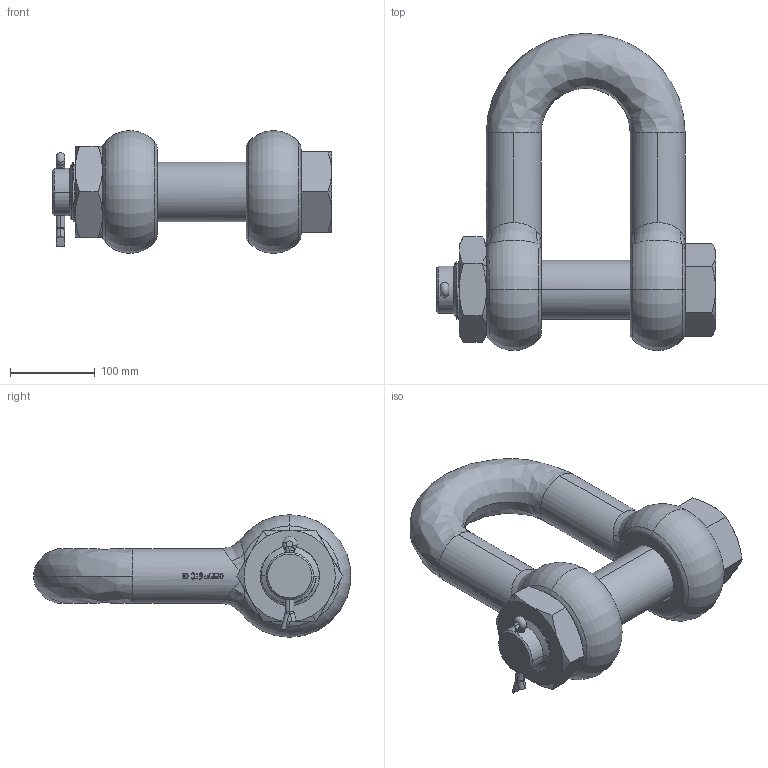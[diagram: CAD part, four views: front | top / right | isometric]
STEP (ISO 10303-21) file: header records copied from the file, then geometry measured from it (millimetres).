
FILE_DESCRIPTION (( 'STEP AP203' ), '1' );
FILE_NAME ('GPGDMB65.step', '2009-08-07T12:04:22', ( '.' ), ( '.' ), 'SwSTEP 2.0', 'SolidWorks 2009', '' );
FILE_SCHEMA (( 'CONFIG_CONTROL_DESIGN' ));
Products named in the file (5): 55_2; GPGDMB65; 55_1; 55_3; 55_4
Assembly tree (4 placements, depth 2):
  GPGDMB65
    55_1
    55_4
    55_2
    55_3
Bounding box: 330 x 374.97 x 145 mm (x, y, z)
Volume: 4557113.3 mm3; surface area: 351872.7 mm2
Topology: 4 solids, 4 shells, 741 faces, 2067 edges, 1370 vertices
Faces by surface type: bspline 314, plane 290, cylinder 98, cone 28, torus 11
Entity records: 39898 total; most frequent: CARTESIAN_POINT 22751, ORIENTED_EDGE 4118, DIRECTION 2365, EDGE_CURVE 2059, VERTEX_POINT 1370, VECTOR 955, LINE 955, EDGE_LOOP 793
